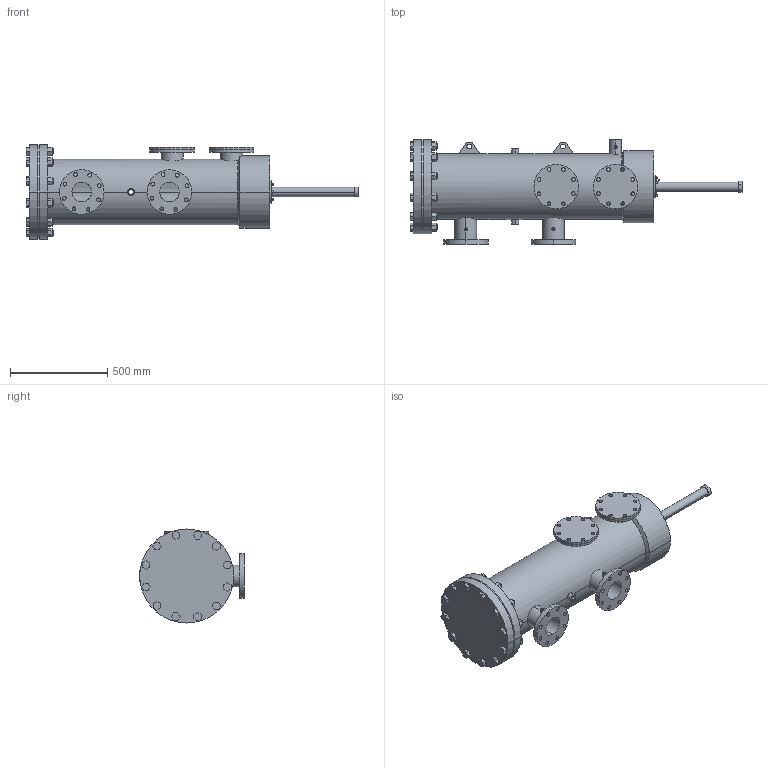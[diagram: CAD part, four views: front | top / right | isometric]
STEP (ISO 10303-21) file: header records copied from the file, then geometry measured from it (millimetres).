
FILE_DESCRIPTION (( 'STEP AP203' ), '1' );
FILE_NAME ('A4-FRP-180.STEP', '2020-09-17T14:03:07', ( '' ), ( '' ), 'SwSTEP 2.0', 'SolidWorks 2018', '' );
FILE_SCHEMA (( 'CONFIG_CONTROL_DESIGN' ));
Length unit declared in the file: inch
Products named in the file (1): A4-FRP-180
Bounding box: 1704.17 x 536.7 x 482.6 mm (x, y, z)
Volume: 25118517.3 mm3; surface area: 4906629.7 mm2
Topology: 31 solids, 31 shells, 639 faces, 1626 edges, 1080 vertices
Faces by surface type: cylinder 329, plane 304, cone 6
Entity records: 22485 total; most frequent: CARTESIAN_POINT 6144, DIRECTION 3410, ORIENTED_EDGE 3252, EDGE_CURVE 1626, AXIS2_PLACEMENT_3D 1248, VERTEX_POINT 1080, VECTOR 914, LINE 914
